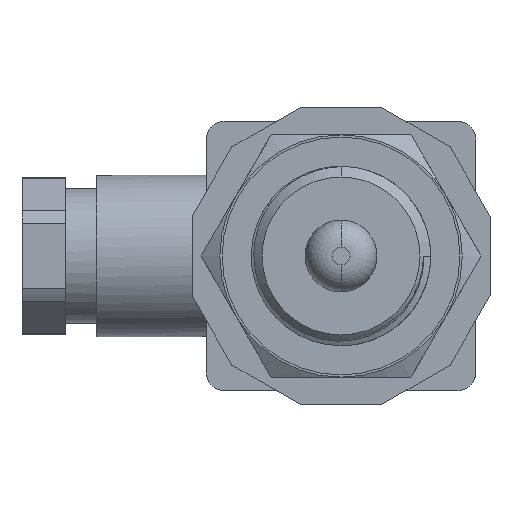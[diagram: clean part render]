
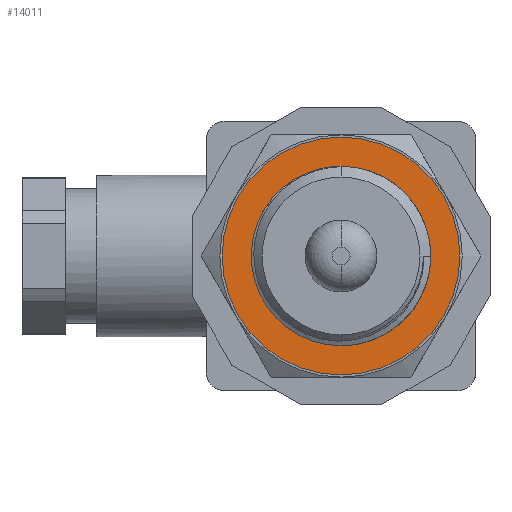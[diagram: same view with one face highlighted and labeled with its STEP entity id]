
A CAD part, front view. The second image highlights one B-rep face of the part: STEP entity #14011.
In plain terms, the highlighted planar face has unit normal (0, -1, 0).
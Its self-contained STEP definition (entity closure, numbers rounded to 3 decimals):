
#324 = CARTESIAN_POINT ( 'NONE',  ( -17.475, 10.468, 62.5 ) ) ;
#849 = EDGE_CURVE ( 'NONE', #5966, #12894, #6950, .T. ) ;
#919 = VERTEX_POINT ( 'NONE', #5341 ) ;
#1620 = DIRECTION ( 'NONE',  ( 1., 0., 0. ) ) ;
#2014 = DIRECTION ( 'NONE',  ( 0., 1., 0. ) ) ;
#2153 = DIRECTION ( 'NONE',  ( 0., 0., 1. ) ) ;
#2403 = ORIENTED_EDGE ( 'NONE', *, *, #3216, .F. ) ;
#2501 = EDGE_CURVE ( 'NONE', #12894, #5966, #8640, .T. ) ;
#2601 = DIRECTION ( 'NONE',  ( 0., 0., 1. ) ) ;
#2907 = AXIS2_PLACEMENT_3D ( 'NONE', #13152, #3169, #10940 ) ;
#3014 = DIRECTION ( 'NONE',  ( 0., 1., 0. ) ) ;
#3169 = DIRECTION ( 'NONE',  ( 0., 1., 0. ) ) ;
#3171 = DIRECTION ( 'NONE',  ( 0., 0., 1. ) ) ;
#3216 = EDGE_CURVE ( 'NONE', #12698, #919, #12121, .T. ) ;
#3524 = EDGE_CURVE ( 'NONE', #919, #12698, #4026, .T. ) ;
#3538 = DIRECTION ( 'NONE',  ( 0., 1., 0. ) ) ;
#4026 = CIRCLE ( 'NONE', #8861, 13.25 ) ;
#4030 = AXIS2_PLACEMENT_3D ( 'NONE', #324, #3538, #2601 ) ;
#4181 = AXIS2_PLACEMENT_3D ( 'NONE', #8775, #3014, #3171 ) ;
#4218 = ORIENTED_EDGE ( 'NONE', *, *, #2501, .T. ) ;
#4857 = EDGE_LOOP ( 'NONE', ( #6158, #2403 ) ) ;
#4905 = FACE_OUTER_BOUND ( 'NONE', #4857, .T. ) ;
#5187 = CARTESIAN_POINT ( 'NONE',  ( -17.475, 10.468, 62.5 ) ) ;
#5341 = CARTESIAN_POINT ( 'NONE',  ( -17.475, 10.468, 49.25 ) ) ;
#5966 = VERTEX_POINT ( 'NONE', #6084 ) ;
#6084 = CARTESIAN_POINT ( 'NONE',  ( -17.475, 10.468, 71.3 ) ) ;
#6158 = ORIENTED_EDGE ( 'NONE', *, *, #3524, .F. ) ;
#6950 = CIRCLE ( 'NONE', #4181, 8.8 ) ;
#7173 = EDGE_LOOP ( 'NONE', ( #4218, #13735 ) ) ;
#8640 = CIRCLE ( 'NONE', #4030, 8.8 ) ;
#8775 = CARTESIAN_POINT ( 'NONE',  ( -17.475, 10.468, 62.5 ) ) ;
#8861 = AXIS2_PLACEMENT_3D ( 'NONE', #13717, #2014, #2153 ) ;
#9412 = DIRECTION ( 'NONE',  ( 0., 1., 0. ) ) ;
#9490 = AXIS2_PLACEMENT_3D ( 'NONE', #5187, #9412, #1620 ) ;
#10359 = FACE_BOUND ( 'NONE', #7173, .T. ) ;
#10940 = DIRECTION ( 'NONE',  ( 0., 0., 1. ) ) ;
#12121 = CIRCLE ( 'NONE', #2907, 13.25 ) ;
#12698 = VERTEX_POINT ( 'NONE', #14047 ) ;
#12714 = PLANE ( 'NONE',  #9490 ) ;
#12790 = CARTESIAN_POINT ( 'NONE',  ( -17.475, 10.468, 53.7 ) ) ;
#12894 = VERTEX_POINT ( 'NONE', #12790 ) ;
#13152 = CARTESIAN_POINT ( 'NONE',  ( -17.475, 10.468, 62.5 ) ) ;
#13717 = CARTESIAN_POINT ( 'NONE',  ( -17.475, 10.468, 62.5 ) ) ;
#13735 = ORIENTED_EDGE ( 'NONE', *, *, #849, .T. ) ;
#14011 = ADVANCED_FACE ( 'NONE', ( #10359, #4905 ), #12714, .F. ) ;
#14047 = CARTESIAN_POINT ( 'NONE',  ( -17.475, 10.468, 75.75 ) ) ;
